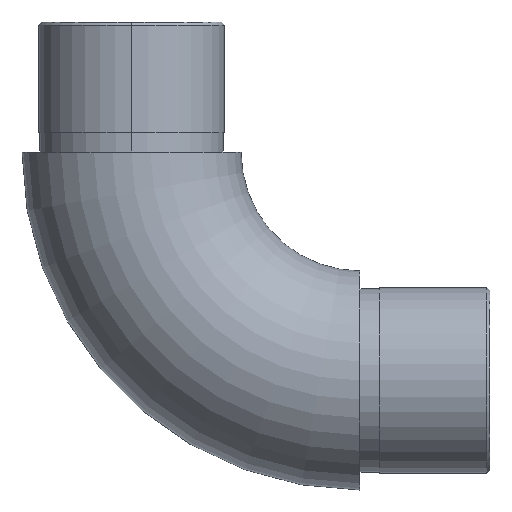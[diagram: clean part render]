
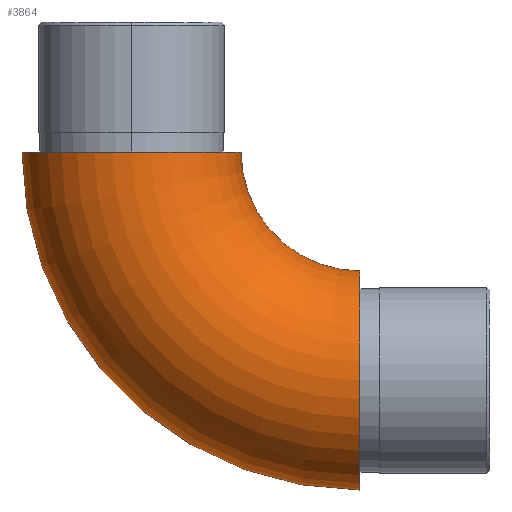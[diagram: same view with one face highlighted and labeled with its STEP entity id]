
A CAD part, left-side view. The second image highlights one B-rep face of the part: STEP entity #3864.
In plain terms, the highlighted toroidal (fillet/blend) face has major radius 35.15 mm and minor radius 16.85 mm.
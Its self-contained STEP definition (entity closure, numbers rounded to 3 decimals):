
#402 = CIRCLE ( 'NONE', #13120, 52. ) ;
#1122 = EDGE_CURVE ( 'NONE', #1651, #12041, #3849, .T. ) ;
#1571 = CARTESIAN_POINT ( 'NONE',  ( 0., 0., 52. ) ) ;
#1586 = VERTEX_POINT ( 'NONE', #13564 ) ;
#1651 = VERTEX_POINT ( 'NONE', #7404 ) ;
#1976 = DIRECTION ( 'NONE',  ( -1., 0., 0. ) ) ;
#2746 = ORIENTED_EDGE ( 'NONE', *, *, #3371, .F. ) ;
#3126 = CARTESIAN_POINT ( 'NONE',  ( 0., 0., 52. ) ) ;
#3371 = EDGE_CURVE ( 'NONE', #1586, #7938, #8475, .T. ) ;
#3689 = DIRECTION ( 'NONE',  ( 0., 0., 1. ) ) ;
#3849 = CIRCLE ( 'NONE', #10720, 16.85 ) ;
#3864 = ADVANCED_FACE ( 'NONE', ( #11137 ), #11475, .T. ) ;
#4195 = DIRECTION ( 'NONE',  ( 0., 0., 1. ) ) ;
#4534 = CARTESIAN_POINT ( 'NONE',  ( 0., 0., 33.7 ) ) ;
#5863 = DIRECTION ( 'NONE',  ( 0., -1., 0. ) ) ;
#6108 = DIRECTION ( 'NONE',  ( 0., 0., 1. ) ) ;
#6318 = AXIS2_PLACEMENT_3D ( 'NONE', #1571, #6741, #3689 ) ;
#6741 = DIRECTION ( 'NONE',  ( -1., 0., 0. ) ) ;
#7171 = CARTESIAN_POINT ( 'NONE',  ( 0., 0., 52. ) ) ;
#7404 = CARTESIAN_POINT ( 'NONE',  ( 0., 0., 0. ) ) ;
#7450 = AXIS2_PLACEMENT_3D ( 'NONE', #9128, #13304, #5863 ) ;
#7749 = EDGE_CURVE ( 'NONE', #7938, #12041, #10582, .T. ) ;
#7850 = DIRECTION ( 'NONE',  ( 0., 1., 0. ) ) ;
#7938 = VERTEX_POINT ( 'NONE', #8203 ) ;
#7999 = ORIENTED_EDGE ( 'NONE', *, *, #11592, .T. ) ;
#8203 = CARTESIAN_POINT ( 'NONE',  ( 0., 18.3, 52. ) ) ;
#8475 = CIRCLE ( 'NONE', #7450, 16.85 ) ;
#8525 = DIRECTION ( 'NONE',  ( -1., 0., 0. ) ) ;
#8787 = ORIENTED_EDGE ( 'NONE', *, *, #7749, .F. ) ;
#9128 = CARTESIAN_POINT ( 'NONE',  ( 0., 35.15, 52. ) ) ;
#9944 = AXIS2_PLACEMENT_3D ( 'NONE', #3126, #8525, #4195 ) ;
#9954 = DIRECTION ( 'NONE',  ( 0., 0., 1. ) ) ;
#10582 = CIRCLE ( 'NONE', #9944, 18.3 ) ;
#10720 = AXIS2_PLACEMENT_3D ( 'NONE', #11117, #7850, #9954 ) ;
#11117 = CARTESIAN_POINT ( 'NONE',  ( 0., 0., 16.85 ) ) ;
#11137 = FACE_OUTER_BOUND ( 'NONE', #12191, .T. ) ;
#11475 = TOROIDAL_SURFACE ( 'NONE', #6318, 35.15, 16.85 ) ;
#11592 = EDGE_CURVE ( 'NONE', #1586, #1651, #402, .T. ) ;
#12041 = VERTEX_POINT ( 'NONE', #4534 ) ;
#12191 = EDGE_LOOP ( 'NONE', ( #2746, #7999, #13048, #8787 ) ) ;
#13048 = ORIENTED_EDGE ( 'NONE', *, *, #1122, .T. ) ;
#13120 = AXIS2_PLACEMENT_3D ( 'NONE', #7171, #1976, #6108 ) ;
#13304 = DIRECTION ( 'NONE',  ( 0., 0., 1. ) ) ;
#13564 = CARTESIAN_POINT ( 'NONE',  ( 0., 52., 52. ) ) ;
